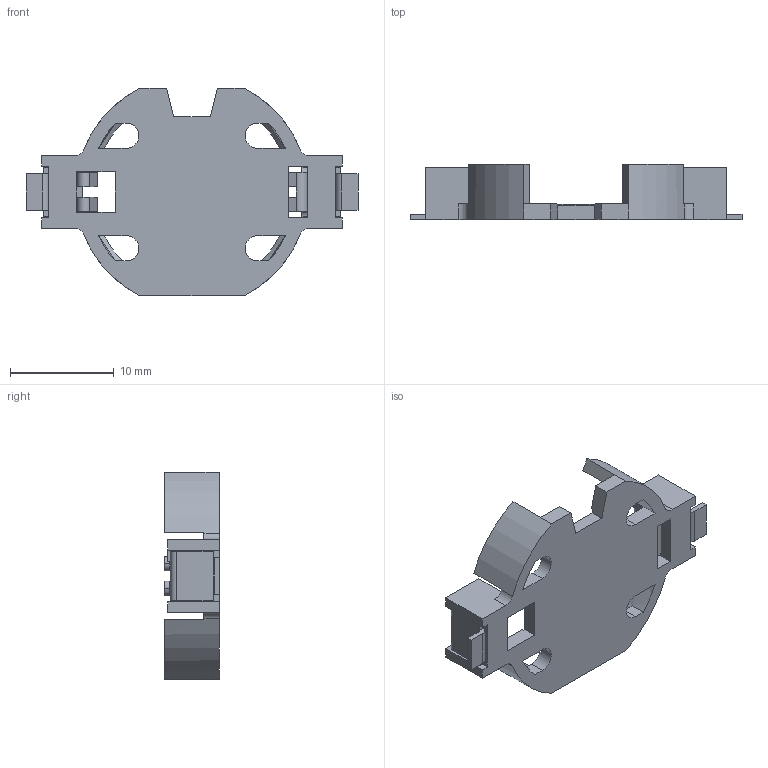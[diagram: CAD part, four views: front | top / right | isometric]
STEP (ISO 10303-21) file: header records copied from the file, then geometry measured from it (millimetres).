
FILE_DESCRIPTION (( 'STEP AP214' ), '1' );
FILE_NAME ('BU2032SM-HD-G.STEP', '2019-10-17T12:19:49', ( '' ), ( '' ), 'SwSTEP 2.0', 'SolidWorks 2017', '' );
FILE_SCHEMA (( 'AUTOMOTIVE_DESIGN' ));
Length unit declared in the file: millimetre
Products named in the file (1): BU2032SM-HD-G
Bounding box: 32 x 5.3 x 20 mm (x, y, z)
Volume: 838.8 mm3; surface area: 1746.3 mm2
Topology: 3 solids, 3 shells, 226 faces, 614 edges, 388 vertices
Faces by surface type: plane 161, cylinder 61, cone 4
Entity records: 7150 total; most frequent: CARTESIAN_POINT 1313, ORIENTED_EDGE 1228, DIRECTION 1178, EDGE_CURVE 614, LINE 456, VECTOR 456, VERTEX_POINT 388, AXIS2_PLACEMENT_3D 361
